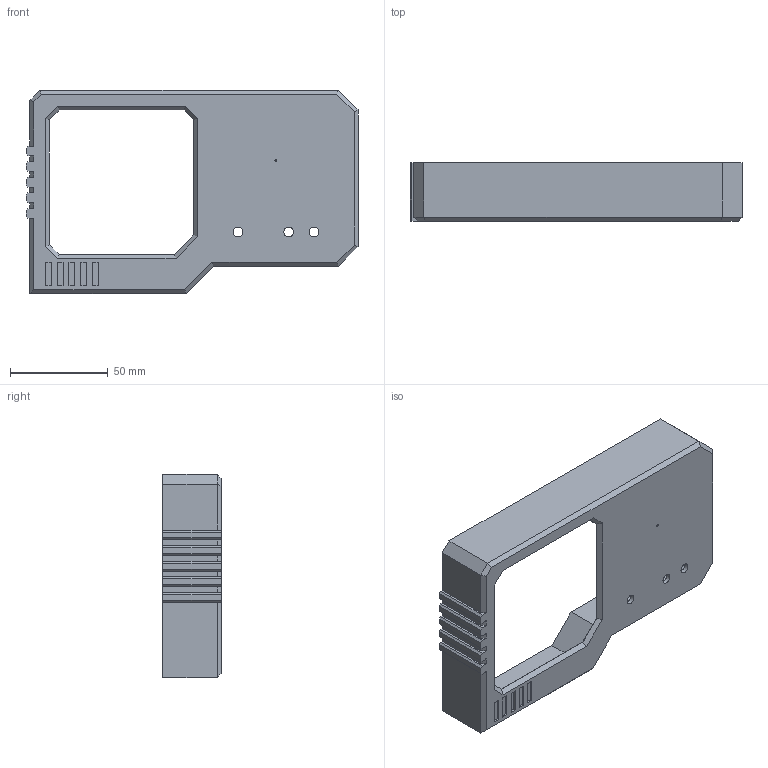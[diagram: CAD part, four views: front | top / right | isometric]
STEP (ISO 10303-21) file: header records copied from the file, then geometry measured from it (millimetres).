
FILE_DESCRIPTION(/* description */ (''),/* implementation_level */ '2;1');
FILE_NAME(/* name */ 'Death Star display case v25.step',/* time_stamp */ '2023-03-02T05:23:25+01:00',/* author */ (''),/* organization */ (''),/* preprocessor_version */ 'ST-DEVELOPER v19.2',/* originating_system */ 'Autodesk Translation Framework v11.17.0.187',/* authorisation */ '');
FILE_SCHEMA (('AUTOMOTIVE_DESIGN { 1 0 10303 214 3 1 1 }'));
Length unit declared in the file: millimetre
Products named in the file (1): Death Star display case
Bounding box: 170 x 30 x 104 mm (x, y, z)
Volume: 44884.1 mm3; surface area: 51700.9 mm2
Topology: 1 solids, 1 shells, 215 faces, 532 edges, 336 vertices
Faces by surface type: plane 148, cylinder 47, bspline 11, cone 8, torus 1
Full cylindrical faces by diameter (mm): 1 x1, 1.8 x4, 2.8 x4, 5 x7, 20 x1
Entity records: 6572 total; most frequent: CARTESIAN_POINT 1364, ORIENTED_EDGE 1064, DIRECTION 1054, EDGE_CURVE 532, LINE 416, VECTOR 416, VERTEX_POINT 336, AXIS2_PLACEMENT_3D 319
